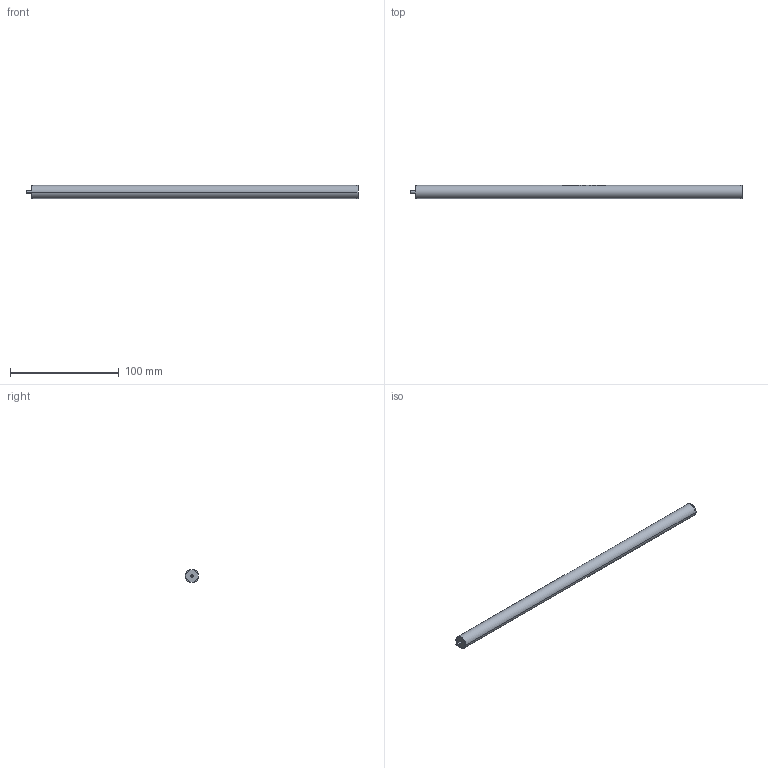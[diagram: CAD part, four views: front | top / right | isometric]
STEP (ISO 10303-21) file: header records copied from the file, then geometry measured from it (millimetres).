
FILE_DESCRIPTION (( 'STEP AP214' ), '1' );
FILE_NAME ('CELSIA_D12L300S.STEP', '2025-11-14T10:42:46', ( '' ), ( '' ), 'SwSTEP 2.0', 'SolidWorks 2023', '' );
FILE_SCHEMA (( 'AUTOMOTIVE_DESIGN' ));
Length unit declared in the file: millimetre
Products named in the file (1): CELSIA_D12L300S
Bounding box: 305 x 12 x 12 mm (x, y, z)
Volume: 33747.5 mm3; surface area: 11664.5 mm2
Topology: 1 solids, 1 shells, 186 faces, 528 edges, 352 vertices
Faces by surface type: bspline 99, plane 60, cylinder 27
Entity records: 21310 total; most frequent: CARTESIAN_POINT 17322, ORIENTED_EDGE 1056, EDGE_CURVE 528, DIRECTION 448, VERTEX_POINT 352, B_SPLINE_CURVE_WITH_KNOTS 327, EDGE_LOOP 194, ADVANCED_FACE 186
